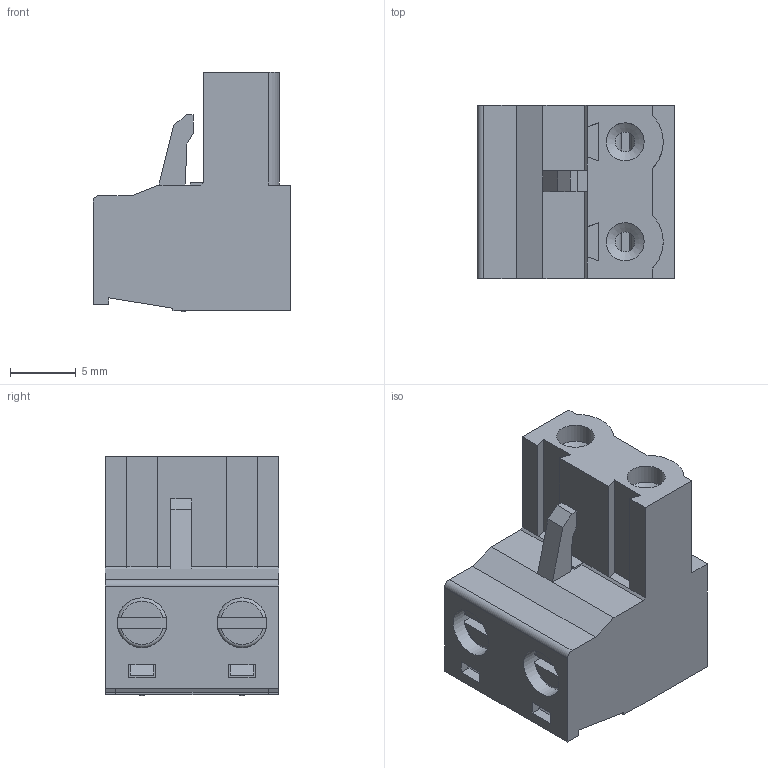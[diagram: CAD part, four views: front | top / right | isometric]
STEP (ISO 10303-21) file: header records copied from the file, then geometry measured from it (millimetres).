
FILE_DESCRIPTION(/* description */ ('Unknown'),/* implementation_level */ '2;1');
FILE_NAME(/* name */ '691351400002',/* time_stamp */ '2021-02-09T09:18:59+01:00',/* author */ ('Unknown'),/* organization */ ('Unknown'),/* preprocessor_version */ 'ST-DEVELOPER v16.7',/* originating_system */ 'DEX',/* authorisation */ $);
FILE_SCHEMA (('AUTOMOTIVE_DESIGN {1 0 10303 214 3 1 1}'));
Length unit declared in the file: millimetre
Products named in the file (6): 6913514000xx; 691351400002; cage; vis cage; Spring; 691351400002_front wall
Assembly tree (8 placements, depth 2):
  6913514000xx
    691351400002
    cage  x2
    vis cage  x2
    Spring  x2
    691351400002_front wall
Bounding box: 15.1 x 13.24 x 18.27 mm (x, y, z)
Volume: 1553.8 mm3; surface area: 3879.5 mm2
Topology: 8 solids, 8 shells, 362 faces, 940 edges, 606 vertices
Faces by surface type: plane 275, cylinder 73, cone 6, torus 6, sphere 2
Full cylindrical faces by diameter (mm): 1 x2, 1.5 x2, 2.2 x2, 2.459 x2, 2.6 x2, 2.9 x4, 3.8 x4
Entity records: 9002 total; most frequent: CARTESIAN_POINT 1529, ORIENTED_EDGE 1466, DIRECTION 1426, EDGE_CURVE 733, LINE 626, VECTOR 626, VERTEX_POINT 487, AXIS2_PLACEMENT_3D 400
